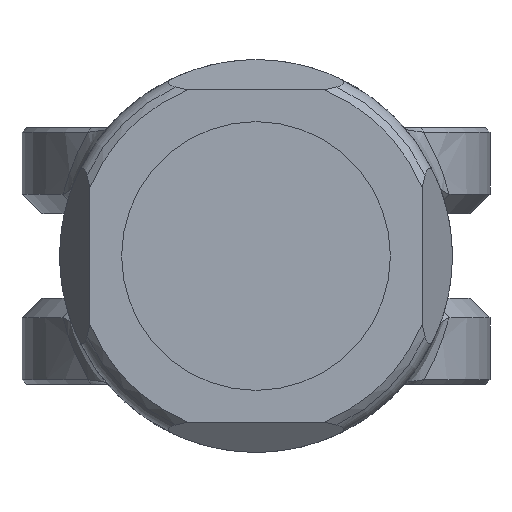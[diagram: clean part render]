
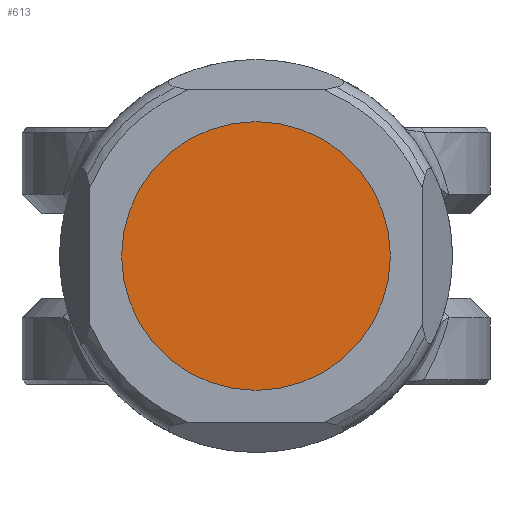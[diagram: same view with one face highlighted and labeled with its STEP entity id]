
A CAD part, front view. The second image highlights one B-rep face of the part: STEP entity #613.
In plain terms, the highlighted planar face has unit normal (0, -1, 0).
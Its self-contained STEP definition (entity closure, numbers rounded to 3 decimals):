
#69 = CIRCLE ( 'NONE', #4901, 8.9 ) ;
#331 = EDGE_CURVE ( 'NONE', #897, #4531, #4181, .T. ) ;
#355 = AXIS2_PLACEMENT_3D ( 'NONE', #4211, #4647, #4271 ) ;
#372 = DIRECTION ( 'NONE',  ( 0., 0., 1. ) ) ;
#401 = CARTESIAN_POINT ( 'NONE',  ( -8.9, 12., 0. ) ) ;
#527 = DIRECTION ( 'NONE',  ( 0., -1., 0. ) ) ;
#613 = ADVANCED_FACE ( 'NONE', ( #2952 ), #4538, .F. ) ;
#897 = VERTEX_POINT ( 'NONE', #1087 ) ;
#1087 = CARTESIAN_POINT ( 'NONE',  ( 0., 12., 8.9 ) ) ;
#2362 = EDGE_CURVE ( 'NONE', #4531, #897, #69, .T. ) ;
#2789 = AXIS2_PLACEMENT_3D ( 'NONE', #401, #3320, #372 ) ;
#2952 = FACE_OUTER_BOUND ( 'NONE', #3661, .T. ) ;
#3320 = DIRECTION ( 'NONE',  ( 0., 1., 0. ) ) ;
#3523 = ORIENTED_EDGE ( 'NONE', *, *, #331, .T. ) ;
#3582 = ORIENTED_EDGE ( 'NONE', *, *, #2362, .T. ) ;
#3661 = EDGE_LOOP ( 'NONE', ( #3582, #3523 ) ) ;
#4181 = CIRCLE ( 'NONE', #355, 8.9 ) ;
#4211 = CARTESIAN_POINT ( 'NONE',  ( 0., 12., 0. ) ) ;
#4271 = DIRECTION ( 'NONE',  ( 0., 0., -1. ) ) ;
#4531 = VERTEX_POINT ( 'NONE', #4694 ) ;
#4538 = PLANE ( 'NONE',  #2789 ) ;
#4565 = CARTESIAN_POINT ( 'NONE',  ( 0., 12., 0. ) ) ;
#4647 = DIRECTION ( 'NONE',  ( 0., -1., 0. ) ) ;
#4694 = CARTESIAN_POINT ( 'NONE',  ( 0., 12., -8.9 ) ) ;
#4901 = AXIS2_PLACEMENT_3D ( 'NONE', #4565, #527, #5083 ) ;
#5083 = DIRECTION ( 'NONE',  ( 0., 0., -1. ) ) ;
